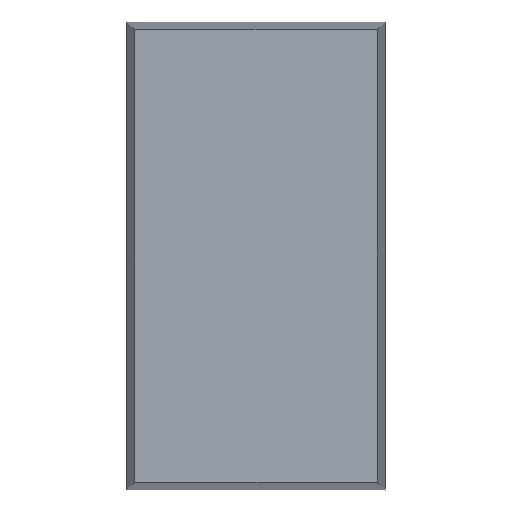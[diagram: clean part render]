
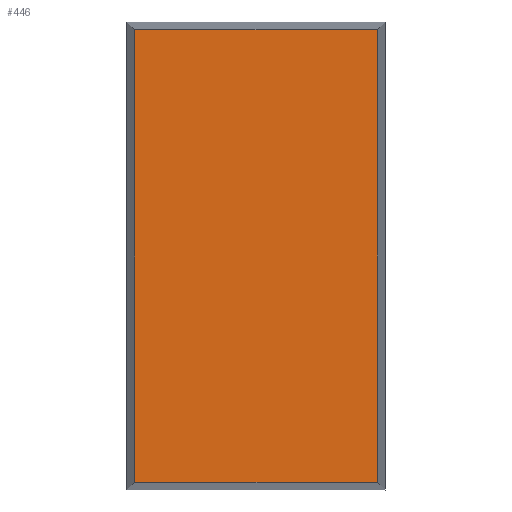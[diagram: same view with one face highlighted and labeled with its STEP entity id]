
A CAD part, front view. The second image highlights one B-rep face of the part: STEP entity #446.
In plain terms, the highlighted planar face has unit normal (0, -1, 0).
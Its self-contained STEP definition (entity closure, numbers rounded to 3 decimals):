
#42 = PLANE('',#43);
#43 = AXIS2_PLACEMENT_3D('',#44,#45,#46);
#44 = CARTESIAN_POINT('',(331.678,9.486,75.362)
  );
#45 = DIRECTION('',(0.,-0.087,
    -0.996));
#46 = DIRECTION('',(0.,-0.996,
    0.087));
#131 = VERTEX_POINT('',#132);
#132 = CARTESIAN_POINT('',(331.349,10.269,
    75.293));
#144 = PLANE('',#145);
#145 = AXIS2_PLACEMENT_3D('',#146,#147,#148);
#146 = CARTESIAN_POINT('',(331.281,9.486,
    78.555));
#147 = DIRECTION('',(0.996,-0.087,
    0.));
#148 = DIRECTION('',(-0.087,-0.996,
    0.));
#155 = EDGE_CURVE('',#131,#156,#158,.T.);
#156 = VERTEX_POINT('',#157);
#157 = CARTESIAN_POINT('',(329.846,10.269,
    75.293));
#158 = SURFACE_CURVE('',#159,(#162,#168),.PCURVE_S1.);
#159 = B_SPLINE_CURVE_WITH_KNOTS('',1,(#160,#161),.UNSPECIFIED.,.F.,.F.,
  (2,2),(0.,1.504),.PIECEWISE_BEZIER_KNOTS.);
#160 = CARTESIAN_POINT('',(331.349,10.269,75.293
    ));
#161 = CARTESIAN_POINT('',(329.846,10.269,
    75.293));
#162 = PCURVE('',#42,#163);
#163 = DEFINITIONAL_REPRESENTATION('',(#164),#167);
#164 = B_SPLINE_CURVE_WITH_KNOTS('',1,(#165,#166),.UNSPECIFIED.,.F.,.F.,
  (2,2),(0.,1.504),.PIECEWISE_BEZIER_KNOTS.);
#165 = CARTESIAN_POINT('',(-0.785,0.328));
#166 = CARTESIAN_POINT('',(-0.785,1.832));
#167 = ( GEOMETRIC_REPRESENTATION_CONTEXT(2) 
PARAMETRIC_REPRESENTATION_CONTEXT() REPRESENTATION_CONTEXT('2D SPACE',''
  ) );
#168 = PCURVE('',#169,#174);
#169 = PLANE('',#170);
#170 = AXIS2_PLACEMENT_3D('',#171,#172,#173);
#171 = CARTESIAN_POINT('',(331.62,10.269,74.893
    ));
#172 = DIRECTION('',(0.,-1.,0.));
#173 = DIRECTION('',(1.,0.,
    0.));
#174 = DEFINITIONAL_REPRESENTATION('',(#175),#178);
#175 = B_SPLINE_CURVE_WITH_KNOTS('',1,(#176,#177),.UNSPECIFIED.,.F.,.F.,
  (2,2),(0.,1.504),.PIECEWISE_BEZIER_KNOTS.);
#176 = CARTESIAN_POINT('',(-0.27,0.4));
#177 = CARTESIAN_POINT('',(-1.774,0.4));
#178 = ( GEOMETRIC_REPRESENTATION_CONTEXT(2) 
PARAMETRIC_REPRESENTATION_CONTEXT() REPRESENTATION_CONTEXT('2D SPACE',''
  ) );
#192 = PLANE('',#193);
#193 = AXIS2_PLACEMENT_3D('',#194,#195,#196);
#194 = CARTESIAN_POINT('',(329.914,9.486,
    74.835));
#195 = DIRECTION('',(-0.996,-0.087,
    0.));
#196 = DIRECTION('',(-0.087,0.996,
    0.));
#227 = VERTEX_POINT('',#228);
#228 = CARTESIAN_POINT('',(331.349,10.269,
    78.097));
#240 = PLANE('',#241);
#241 = AXIS2_PLACEMENT_3D('',#242,#243,#244);
#242 = CARTESIAN_POINT('',(329.518,9.486,
    78.029));
#243 = DIRECTION('',(0.,-0.087,
    0.996));
#244 = DIRECTION('',(0.,0.996,
    0.087));
#251 = EDGE_CURVE('',#227,#131,#252,.T.);
#252 = SURFACE_CURVE('',#253,(#256,#262),.PCURVE_S1.);
#253 = B_SPLINE_CURVE_WITH_KNOTS('',1,(#254,#255),.UNSPECIFIED.,.F.,.F.,
  (2,2),(0.,2.804),.PIECEWISE_BEZIER_KNOTS.);
#254 = CARTESIAN_POINT('',(331.349,10.269,
    78.097));
#255 = CARTESIAN_POINT('',(331.349,10.269,75.293
    ));
#256 = PCURVE('',#144,#257);
#257 = DEFINITIONAL_REPRESENTATION('',(#258),#261);
#258 = B_SPLINE_CURVE_WITH_KNOTS('',1,(#259,#260),.UNSPECIFIED.,.F.,.F.,
  (2,2),(0.,2.804),.PIECEWISE_BEZIER_KNOTS.);
#259 = CARTESIAN_POINT('',(-0.785,0.458));
#260 = CARTESIAN_POINT('',(-0.785,3.262));
#261 = ( GEOMETRIC_REPRESENTATION_CONTEXT(2) 
PARAMETRIC_REPRESENTATION_CONTEXT() REPRESENTATION_CONTEXT('2D SPACE',''
  ) );
#262 = PCURVE('',#169,#263);
#263 = DEFINITIONAL_REPRESENTATION('',(#264),#267);
#264 = B_SPLINE_CURVE_WITH_KNOTS('',1,(#265,#266),.UNSPECIFIED.,.F.,.F.,
  (2,2),(0.,2.804),.PIECEWISE_BEZIER_KNOTS.);
#265 = CARTESIAN_POINT('',(-0.27,3.204));
#266 = CARTESIAN_POINT('',(-0.27,0.4));
#267 = ( GEOMETRIC_REPRESENTATION_CONTEXT(2) 
PARAMETRIC_REPRESENTATION_CONTEXT() REPRESENTATION_CONTEXT('2D SPACE',''
  ) );
#409 = EDGE_CURVE('',#156,#410,#412,.T.);
#410 = VERTEX_POINT('',#411);
#411 = CARTESIAN_POINT('',(329.846,10.269,
    78.097));
#412 = SURFACE_CURVE('',#413,(#416,#422),.PCURVE_S1.);
#413 = B_SPLINE_CURVE_WITH_KNOTS('',1,(#414,#415),.UNSPECIFIED.,.F.,.F.,
  (2,2),(0.,2.804),.PIECEWISE_BEZIER_KNOTS.);
#414 = CARTESIAN_POINT('',(329.846,10.269,
    75.293));
#415 = CARTESIAN_POINT('',(329.846,10.269,
    78.097));
#416 = PCURVE('',#192,#417);
#417 = DEFINITIONAL_REPRESENTATION('',(#418),#421);
#418 = B_SPLINE_CURVE_WITH_KNOTS('',1,(#419,#420),.UNSPECIFIED.,.F.,.F.,
  (2,2),(0.,2.804),.PIECEWISE_BEZIER_KNOTS.);
#419 = CARTESIAN_POINT('',(0.785,-0.458));
#420 = CARTESIAN_POINT('',(0.785,-3.262));
#421 = ( GEOMETRIC_REPRESENTATION_CONTEXT(2) 
PARAMETRIC_REPRESENTATION_CONTEXT() REPRESENTATION_CONTEXT('2D SPACE',''
  ) );
#422 = PCURVE('',#169,#423);
#423 = DEFINITIONAL_REPRESENTATION('',(#424),#427);
#424 = B_SPLINE_CURVE_WITH_KNOTS('',1,(#425,#426),.UNSPECIFIED.,.F.,.F.,
  (2,2),(0.,2.804),.PIECEWISE_BEZIER_KNOTS.);
#425 = CARTESIAN_POINT('',(-1.774,0.4));
#426 = CARTESIAN_POINT('',(-1.774,3.204));
#427 = ( GEOMETRIC_REPRESENTATION_CONTEXT(2) 
PARAMETRIC_REPRESENTATION_CONTEXT() REPRESENTATION_CONTEXT('2D SPACE',''
  ) );
#446 = ADVANCED_FACE('',(#447),#169,.T.);
#447 = FACE_BOUND('',#448,.T.);
#448 = EDGE_LOOP('',(#449,#450,#468,#469));
#449 = ORIENTED_EDGE('',*,*,#251,.F.);
#450 = ORIENTED_EDGE('',*,*,#451,.F.);
#451 = EDGE_CURVE('',#410,#227,#452,.T.);
#452 = SURFACE_CURVE('',#453,(#456,#462),.PCURVE_S1.);
#453 = B_SPLINE_CURVE_WITH_KNOTS('',1,(#454,#455),.UNSPECIFIED.,.F.,.F.,
  (2,2),(0.,1.504),.PIECEWISE_BEZIER_KNOTS.);
#454 = CARTESIAN_POINT('',(329.846,10.269,
    78.097));
#455 = CARTESIAN_POINT('',(331.349,10.269,
    78.097));
#456 = PCURVE('',#169,#457);
#457 = DEFINITIONAL_REPRESENTATION('',(#458),#461);
#458 = B_SPLINE_CURVE_WITH_KNOTS('',1,(#459,#460),.UNSPECIFIED.,.F.,.F.,
  (2,2),(0.,1.504),.PIECEWISE_BEZIER_KNOTS.);
#459 = CARTESIAN_POINT('',(-1.774,3.204));
#460 = CARTESIAN_POINT('',(-0.27,3.204));
#461 = ( GEOMETRIC_REPRESENTATION_CONTEXT(2) 
PARAMETRIC_REPRESENTATION_CONTEXT() REPRESENTATION_CONTEXT('2D SPACE',''
  ) );
#462 = PCURVE('',#240,#463);
#463 = DEFINITIONAL_REPRESENTATION('',(#464),#467);
#464 = B_SPLINE_CURVE_WITH_KNOTS('',1,(#465,#466),.UNSPECIFIED.,.F.,.F.,
  (2,2),(0.,1.504),.PIECEWISE_BEZIER_KNOTS.);
#465 = CARTESIAN_POINT('',(0.785,-0.328));
#466 = CARTESIAN_POINT('',(0.785,-1.832));
#467 = ( GEOMETRIC_REPRESENTATION_CONTEXT(2) 
PARAMETRIC_REPRESENTATION_CONTEXT() REPRESENTATION_CONTEXT('2D SPACE',''
  ) );
#468 = ORIENTED_EDGE('',*,*,#409,.F.);
#469 = ORIENTED_EDGE('',*,*,#155,.F.);
